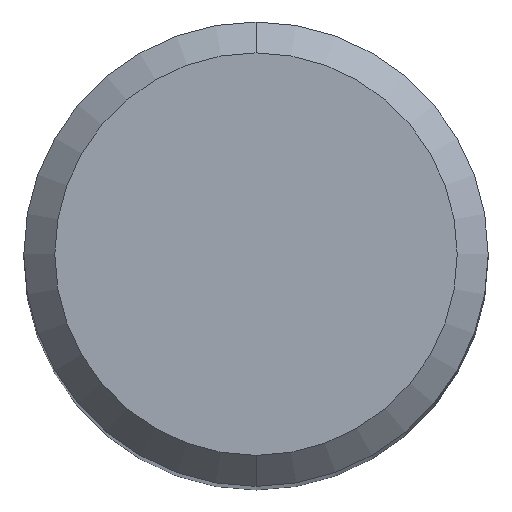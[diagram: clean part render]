
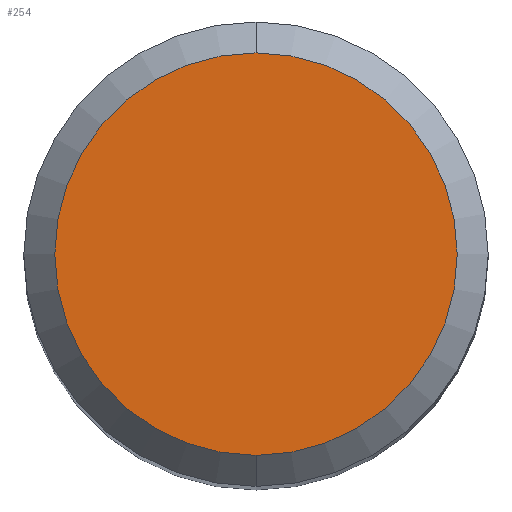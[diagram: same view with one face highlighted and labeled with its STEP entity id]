
A CAD part, top view. The second image highlights one B-rep face of the part: STEP entity #254.
In plain terms, the highlighted planar face has unit normal (0, 0, 1).
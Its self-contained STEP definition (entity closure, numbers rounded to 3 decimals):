
#218=EDGE_CURVE('',#362,#378,#520,.T.);
#254=ADVANCED_FACE('',(#559),#560,.T.);
#362=VERTEX_POINT('',#679);
#378=VERTEX_POINT('',#697);
#426=EDGE_CURVE('',#378,#362,#748,.T.);
#520=CIRCLE('',#914,2.6);
#559=FACE_OUTER_BOUND('',#965,.T.);
#560=PLANE('',#966);
#679=CARTESIAN_POINT('',(0.0,2.6,0.0));
#697=CARTESIAN_POINT('',(0.,-2.6,0.0));
#748=CIRCLE('',#1359,2.6);
#914=AXIS2_PLACEMENT_3D('',#1462,#1463,#1464);
#965=EDGE_LOOP('',(#1503,#1504));
#966=AXIS2_PLACEMENT_3D('',#1505,#1506,#1507);
#1359=AXIS2_PLACEMENT_3D('',#1699,#1700,#1701);
#1462=CARTESIAN_POINT('',(0.0,0.0,0.0));
#1463=DIRECTION('',(0.0,0.0,-1.0));
#1464=DIRECTION('',(0.0,1.0,0.0));
#1503=ORIENTED_EDGE('',*,*,#218,.F.);
#1504=ORIENTED_EDGE('',*,*,#426,.F.);
#1505=CARTESIAN_POINT('',(0.0,1.3,0.0));
#1506=DIRECTION('',(-0.0,0.0,1.0));
#1507=DIRECTION('',(0.0,-1.0,0.0));
#1699=CARTESIAN_POINT('',(0.0,0.0,0.0));
#1700=DIRECTION('',(0.0,0.0,-1.0));
#1701=DIRECTION('',(0.0,1.0,0.0));
